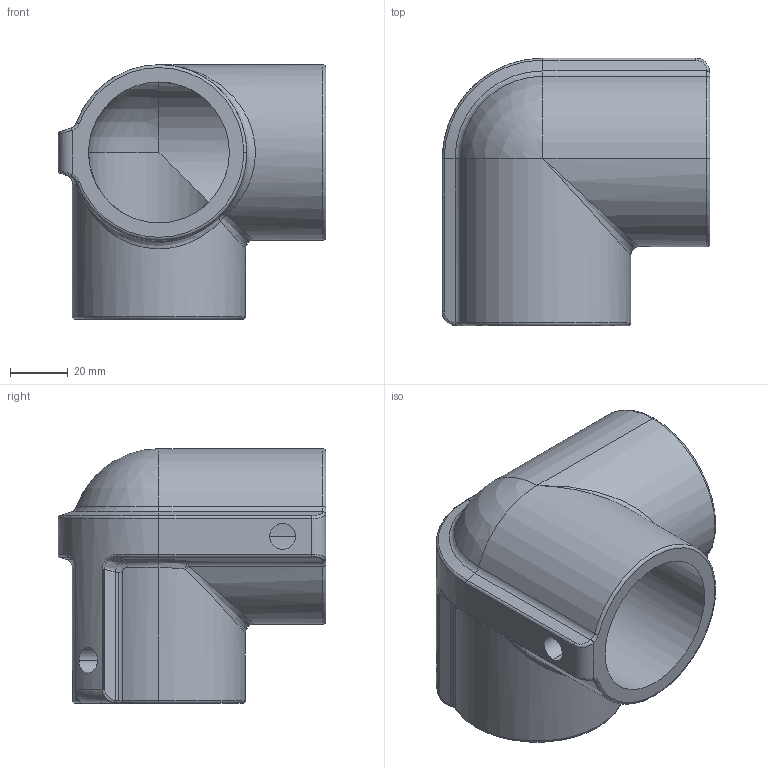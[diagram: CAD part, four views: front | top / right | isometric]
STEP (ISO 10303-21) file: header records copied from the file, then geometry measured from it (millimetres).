
FILE_DESCRIPTION (( 'STEP AP203' ), '1' );
FILE_NAME ('T194009.STEP', '2018-07-09T16:03:01', ( '' ), ( '' ), 'SwSTEP 2.0', 'SolidWorks 2016', '' );
FILE_SCHEMA (( 'CONFIG_CONTROL_DESIGN' ));
Length unit declared in the file: millimetre
Products named in the file (1): T194009
Bounding box: 93 x 93 x 88.5 mm (x, y, z)
Volume: 152598.1 mm3; surface area: 51685.5 mm2
Topology: 1 solids, 1 shells, 99 faces, 234 edges, 132 vertices
Faces by surface type: cylinder 36, bspline 23, torus 21, plane 11, sphere 5, cone 3
Entity records: 4312 total; most frequent: CARTESIAN_POINT 2123, ORIENTED_EDGE 462, DIRECTION 437, EDGE_CURVE 231, AXIS2_PLACEMENT_3D 192, VERTEX_POINT 132, CIRCLE 115, EDGE_LOOP 107
